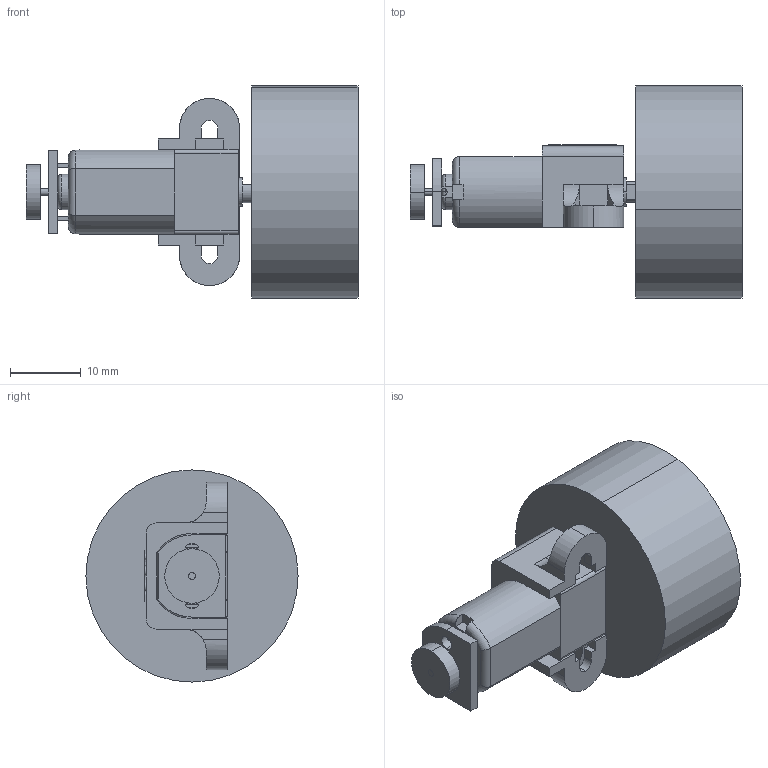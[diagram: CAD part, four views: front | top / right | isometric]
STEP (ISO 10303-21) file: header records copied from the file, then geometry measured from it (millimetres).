
FILE_DESCRIPTION (( 'STEP AP214' ), '1' );
FILE_NAME ('PololuyWithEnckodersAndBrackesWithWheel.STEP', '2021-12-02T14:05:39', ( '' ), ( '' ), 'SwSTEP 2.0', 'SolidWorks 2021', '' );
FILE_SCHEMA (( 'AUTOMOTIVE_DESIGN' ));
Length unit declared in the file: millimetre
Products named in the file (6): PololuyWithEnckodersAndBrackes.STEP; Dysk_pololu.STEP; Enkoder_PCB.STEP; micro-metal-gearmotor-extended-with-1086-bracket.step.STEP; Kolko; PololuyWithEnckodersAndBrackesWithWheel
Assembly tree (5 placements, depth 3):
  PololuyWithEnckodersAndBrackesWithWheel
    PololuyWithEnckodersAndBrackes.STEP
      micro-metal-gearmotor-extended-with-1086-bracket.step.STEP
      Dysk_pololu.STEP
      Enkoder_PCB.STEP
    Kolko
Bounding box: 46.94 x 30 x 30 mm (x, y, z)
Volume: 14204 mm3; surface area: 5297.7 mm2
Topology: 4 solids, 5 shells, 1025 faces, 3037 edges, 2042 vertices
Faces by surface type: plane 954, cylinder 65, torus 6
Entity records: 35461 total; most frequent: CARTESIAN_POINT 6303, ORIENTED_EDGE 6074, DIRECTION 5197, EDGE_CURVE 3037, VECTOR 2861, LINE 2861, VERTEX_POINT 2042, AXIS2_PLACEMENT_3D 1168
